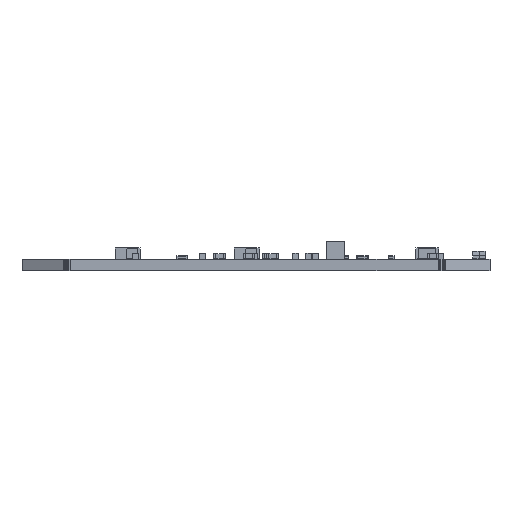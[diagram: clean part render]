
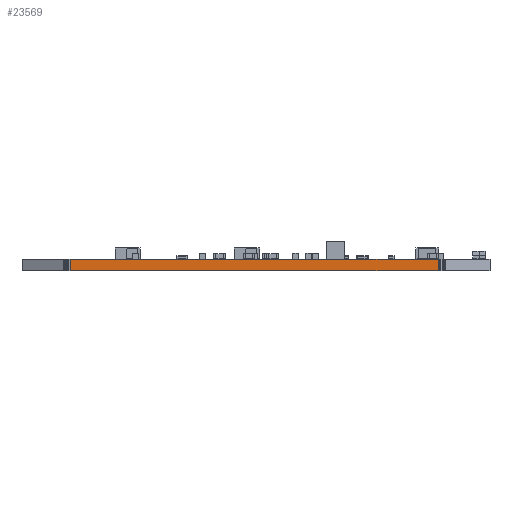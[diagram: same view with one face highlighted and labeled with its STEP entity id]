
A CAD part, front view. The second image highlights one B-rep face of the part: STEP entity #23569.
In plain terms, the highlighted planar face has unit normal (0, -1, 0).
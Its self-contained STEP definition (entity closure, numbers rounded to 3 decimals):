
#15479 = PLANE('',#15480);
#15480 = AXIS2_PLACEMENT_3D('',#15481,#15482,#15483);
#15481 = CARTESIAN_POINT('',(205.87,-73.517,1.58));
#15482 = DIRECTION('',(-0.,-0.,-1.));
#15483 = DIRECTION('',(-1.,0.,0.));
#15533 = PLANE('',#15534);
#15534 = AXIS2_PLACEMENT_3D('',#15535,#15536,#15537);
#15535 = CARTESIAN_POINT('',(205.87,-73.517,0.));
#15536 = DIRECTION('',(-0.,-0.,-1.));
#15537 = DIRECTION('',(-1.,0.,0.));
#16202 = VERTEX_POINT('',#16203);
#16203 = CARTESIAN_POINT('',(231.342,-105.042,0.));
#16217 = PLANE('',#16218);
#16218 = AXIS2_PLACEMENT_3D('',#16219,#16220,#16221);
#16219 = CARTESIAN_POINT('',(231.536,-105.023,0.));
#16220 = DIRECTION('',(0.098,-0.995,0.));
#16221 = DIRECTION('',(-0.995,-0.098,0.));
#16229 = EDGE_CURVE('',#16202,#16230,#16232,.T.);
#16230 = VERTEX_POINT('',#16231);
#16231 = CARTESIAN_POINT('',(180.002,-105.042,0.));
#16232 = SURFACE_CURVE('',#16233,(#16237,#16244),.PCURVE_S1.);
#16233 = LINE('',#16234,#16235);
#16234 = CARTESIAN_POINT('',(231.342,-105.042,0.));
#16235 = VECTOR('',#16236,1.);
#16236 = DIRECTION('',(-1.,0.,0.));
#16237 = PCURVE('',#15533,#16238);
#16238 = DEFINITIONAL_REPRESENTATION('',(#16239),#16243);
#16239 = LINE('',#16240,#16241);
#16240 = CARTESIAN_POINT('',(-25.472,-31.525));
#16241 = VECTOR('',#16242,1.);
#16242 = DIRECTION('',(1.,0.));
#16243 = ( GEOMETRIC_REPRESENTATION_CONTEXT(2) 
PARAMETRIC_REPRESENTATION_CONTEXT() REPRESENTATION_CONTEXT('2D SPACE',''
  ) );
#16244 = PCURVE('',#16245,#16250);
#16245 = PLANE('',#16246);
#16246 = AXIS2_PLACEMENT_3D('',#16247,#16248,#16249);
#16247 = CARTESIAN_POINT('',(231.342,-105.042,0.));
#16248 = DIRECTION('',(0.,-1.,0.));
#16249 = DIRECTION('',(-1.,0.,0.));
#16250 = DEFINITIONAL_REPRESENTATION('',(#16251),#16255);
#16251 = LINE('',#16252,#16253);
#16252 = CARTESIAN_POINT('',(0.,-0.));
#16253 = VECTOR('',#16254,1.);
#16254 = DIRECTION('',(1.,0.));
#16255 = ( GEOMETRIC_REPRESENTATION_CONTEXT(2) 
PARAMETRIC_REPRESENTATION_CONTEXT() REPRESENTATION_CONTEXT('2D SPACE',''
  ) );
#16273 = PLANE('',#16274);
#16274 = AXIS2_PLACEMENT_3D('',#16275,#16276,#16277);
#16275 = CARTESIAN_POINT('',(180.002,-105.042,0.));
#16276 = DIRECTION('',(-0.098,-0.995,0.));
#16277 = DIRECTION('',(-0.995,0.098,0.));
#19807 = VERTEX_POINT('',#19808);
#19808 = CARTESIAN_POINT('',(231.342,-105.042,1.58));
#19829 = EDGE_CURVE('',#19807,#19830,#19832,.T.);
#19830 = VERTEX_POINT('',#19831);
#19831 = CARTESIAN_POINT('',(180.002,-105.042,1.58));
#19832 = SURFACE_CURVE('',#19833,(#19837,#19844),.PCURVE_S1.);
#19833 = LINE('',#19834,#19835);
#19834 = CARTESIAN_POINT('',(231.342,-105.042,1.58));
#19835 = VECTOR('',#19836,1.);
#19836 = DIRECTION('',(-1.,0.,0.));
#19837 = PCURVE('',#15479,#19838);
#19838 = DEFINITIONAL_REPRESENTATION('',(#19839),#19843);
#19839 = LINE('',#19840,#19841);
#19840 = CARTESIAN_POINT('',(-25.472,-31.525));
#19841 = VECTOR('',#19842,1.);
#19842 = DIRECTION('',(1.,0.));
#19843 = ( GEOMETRIC_REPRESENTATION_CONTEXT(2) 
PARAMETRIC_REPRESENTATION_CONTEXT() REPRESENTATION_CONTEXT('2D SPACE',''
  ) );
#19844 = PCURVE('',#16245,#19845);
#19845 = DEFINITIONAL_REPRESENTATION('',(#19846),#19850);
#19846 = LINE('',#19847,#19848);
#19847 = CARTESIAN_POINT('',(0.,-1.58));
#19848 = VECTOR('',#19849,1.);
#19849 = DIRECTION('',(1.,0.));
#19850 = ( GEOMETRIC_REPRESENTATION_CONTEXT(2) 
PARAMETRIC_REPRESENTATION_CONTEXT() REPRESENTATION_CONTEXT('2D SPACE',''
  ) );
#23521 = EDGE_CURVE('',#16202,#19807,#23522,.T.);
#23522 = SURFACE_CURVE('',#23523,(#23527,#23534),.PCURVE_S1.);
#23523 = LINE('',#23524,#23525);
#23524 = CARTESIAN_POINT('',(231.342,-105.042,0.));
#23525 = VECTOR('',#23526,1.);
#23526 = DIRECTION('',(0.,0.,1.));
#23527 = PCURVE('',#16217,#23528);
#23528 = DEFINITIONAL_REPRESENTATION('',(#23529),#23533);
#23529 = LINE('',#23530,#23531);
#23530 = CARTESIAN_POINT('',(0.195,0.));
#23531 = VECTOR('',#23532,1.);
#23532 = DIRECTION('',(0.,-1.));
#23533 = ( GEOMETRIC_REPRESENTATION_CONTEXT(2) 
PARAMETRIC_REPRESENTATION_CONTEXT() REPRESENTATION_CONTEXT('2D SPACE',''
  ) );
#23534 = PCURVE('',#16245,#23535);
#23535 = DEFINITIONAL_REPRESENTATION('',(#23536),#23540);
#23536 = LINE('',#23537,#23538);
#23537 = CARTESIAN_POINT('',(0.,-0.));
#23538 = VECTOR('',#23539,1.);
#23539 = DIRECTION('',(0.,-1.));
#23540 = ( GEOMETRIC_REPRESENTATION_CONTEXT(2) 
PARAMETRIC_REPRESENTATION_CONTEXT() REPRESENTATION_CONTEXT('2D SPACE',''
  ) );
#23569 = ADVANCED_FACE('',(#23570),#16245,.T.);
#23570 = FACE_BOUND('',#23571,.T.);
#23571 = EDGE_LOOP('',(#23572,#23573,#23574,#23595));
#23572 = ORIENTED_EDGE('',*,*,#23521,.T.);
#23573 = ORIENTED_EDGE('',*,*,#19829,.T.);
#23574 = ORIENTED_EDGE('',*,*,#23575,.F.);
#23575 = EDGE_CURVE('',#16230,#19830,#23576,.T.);
#23576 = SURFACE_CURVE('',#23577,(#23581,#23588),.PCURVE_S1.);
#23577 = LINE('',#23578,#23579);
#23578 = CARTESIAN_POINT('',(180.002,-105.042,0.));
#23579 = VECTOR('',#23580,1.);
#23580 = DIRECTION('',(0.,0.,1.));
#23581 = PCURVE('',#16245,#23582);
#23582 = DEFINITIONAL_REPRESENTATION('',(#23583),#23587);
#23583 = LINE('',#23584,#23585);
#23584 = CARTESIAN_POINT('',(51.34,0.));
#23585 = VECTOR('',#23586,1.);
#23586 = DIRECTION('',(0.,-1.));
#23587 = ( GEOMETRIC_REPRESENTATION_CONTEXT(2) 
PARAMETRIC_REPRESENTATION_CONTEXT() REPRESENTATION_CONTEXT('2D SPACE',''
  ) );
#23588 = PCURVE('',#16273,#23589);
#23589 = DEFINITIONAL_REPRESENTATION('',(#23590),#23594);
#23590 = LINE('',#23591,#23592);
#23591 = CARTESIAN_POINT('',(0.,0.));
#23592 = VECTOR('',#23593,1.);
#23593 = DIRECTION('',(0.,-1.));
#23594 = ( GEOMETRIC_REPRESENTATION_CONTEXT(2) 
PARAMETRIC_REPRESENTATION_CONTEXT() REPRESENTATION_CONTEXT('2D SPACE',''
  ) );
#23595 = ORIENTED_EDGE('',*,*,#16229,.F.);
